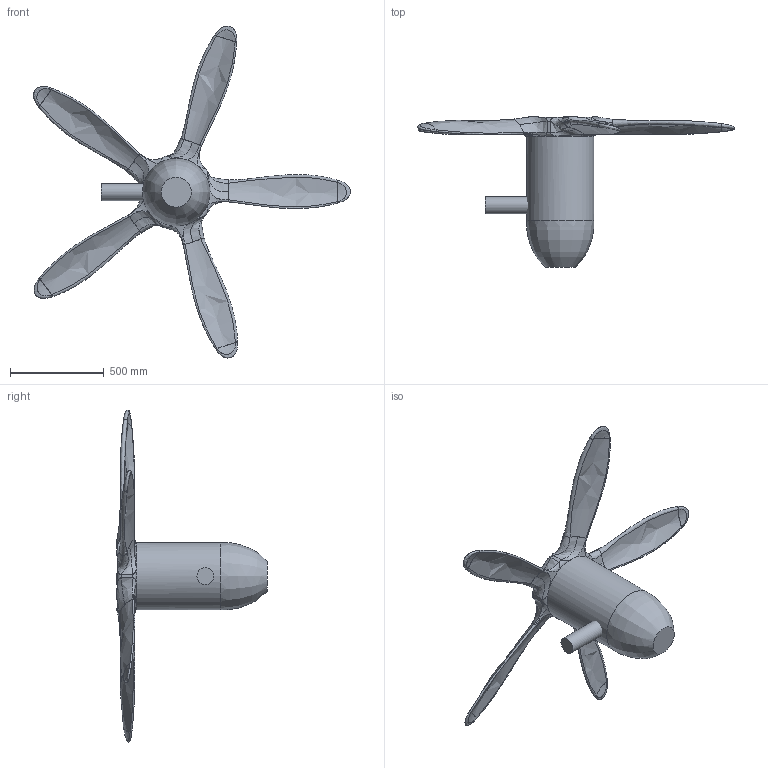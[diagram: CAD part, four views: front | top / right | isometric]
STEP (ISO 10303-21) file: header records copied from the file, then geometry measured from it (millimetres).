
FILE_DESCRIPTION(/* description */ ('CAx-IF Rec.Pracs.---Representation and Presentation of Product Manufacturing Information (PMI)---4.0---2014-10-13','CAx-IF Rec.Pracs.---3D Tessellated Geometry---0.4---2014-09-14','2;1'),/* implementation_level */ '2;1');
FILE_NAME(/* name */ 'Lower_blades',/* time_stamp */ '2022-07-01T19:51:46+01:00',/* author */ (''),/* organization */ (''),/* preprocessor_version */ 'ST-DEVELOPER v18.101',/* originating_system */ 'SIEMENS PLM Software NX 2015',/* authorisation */ $);
FILE_SCHEMA (('AP242_MANAGED_MODEL_BASED_3D_ENGINEERING_MIM_LF { 1 0 10303 442 3 1 4 }'));
Length unit declared in the file: millimetre
Products named in the file (1): Lower_blades
Bounding box: 1692.6 x 803.9 x 1773.46 mm (x, y, z)
Volume: 77286583.1 mm3; surface area: 2520112.5 mm2
Topology: 2 solids, 27 shells, 107 faces, 298 edges, 211 vertices
Faces by surface type: bspline 76, plane 14, torus 10, cylinder 7
Full cylindrical faces by diameter (mm): 90 x1, 360 x1
Entity records: 10693 total; most frequent: CARTESIAN_POINT 8692, ORIENTED_EDGE 418, EDGE_CURVE 294, VERTEX_POINT 207, DIRECTION 174, EDGE_LOOP 110, FACE_BOUND 110, ADVANCED_FACE 107
